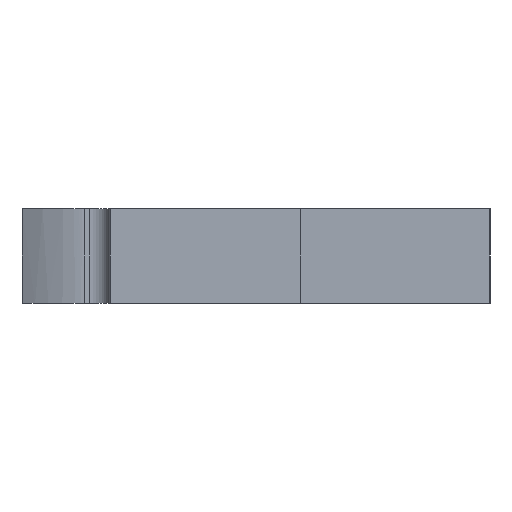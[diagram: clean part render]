
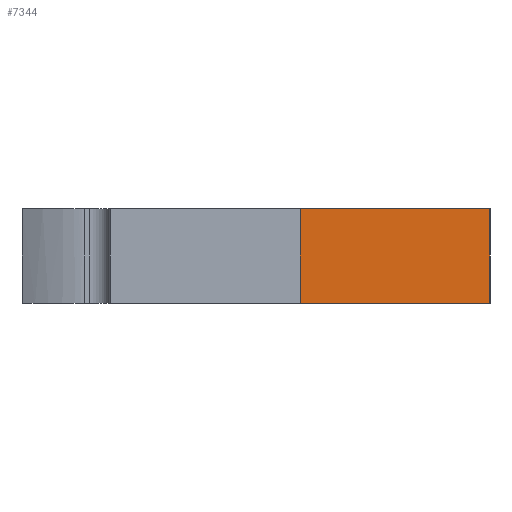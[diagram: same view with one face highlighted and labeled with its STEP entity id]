
A CAD part, left-side view. The second image highlights one B-rep face of the part: STEP entity #7344.
In plain terms, the highlighted planar face has unit normal (-1, 0, 0).
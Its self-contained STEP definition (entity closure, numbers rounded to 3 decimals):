
#881=FACE_OUTER_BOUND('',#1263,.T.);
#1263=EDGE_LOOP('',(#5062,#5063,#5064,#5065));
#1682=LINE('',#10236,#2332);
#1738=LINE('',#10508,#2388);
#1739=LINE('',#10510,#2389);
#1740=LINE('',#10511,#2390);
#2332=VECTOR('',#8329,10.);
#2388=VECTOR('',#8635,10.);
#2389=VECTOR('',#8636,10.);
#2390=VECTOR('',#8637,10.);
#2982=VERTEX_POINT('',#10234);
#2983=VERTEX_POINT('',#10235);
#3074=VERTEX_POINT('',#10507);
#3075=VERTEX_POINT('',#10509);
#3742=EDGE_CURVE('',#2982,#2983,#1682,.T.);
#3878=EDGE_CURVE('',#2982,#3074,#1738,.T.);
#3879=EDGE_CURVE('',#3075,#2983,#1739,.T.);
#3880=EDGE_CURVE('',#3074,#3075,#1740,.T.);
#5062=ORIENTED_EDGE('',*,*,#3878,.F.);
#5063=ORIENTED_EDGE('',*,*,#3742,.T.);
#5064=ORIENTED_EDGE('',*,*,#3879,.F.);
#5065=ORIENTED_EDGE('',*,*,#3880,.F.);
#7167=PLANE('',#7821);
#7344=ADVANCED_FACE('',(#881),#7167,.T.);
#7821=AXIS2_PLACEMENT_3D('',#10506,#8633,#8634);
#8329=DIRECTION('',(0.,0.,-1.));
#8633=DIRECTION('center_axis',(-1.,0.,0.));
#8634=DIRECTION('ref_axis',(0.,1.,0.));
#8635=DIRECTION('',(0.,-1.,0.));
#8636=DIRECTION('',(0.,1.,0.));
#8637=DIRECTION('',(0.,0.,-1.));
#10234=CARTESIAN_POINT('',(-2.519,7.359,5.));
#10235=CARTESIAN_POINT('',(-2.519,7.359,0.));
#10236=CARTESIAN_POINT('',(-2.519,7.359,5.));
#10506=CARTESIAN_POINT('Origin',(-2.519,-2.641,5.));
#10507=CARTESIAN_POINT('',(-2.519,-2.641,5.));
#10508=CARTESIAN_POINT('',(-2.519,7.359,5.));
#10509=CARTESIAN_POINT('',(-2.519,-2.641,0.));
#10510=CARTESIAN_POINT('',(-2.519,7.359,0.));
#10511=CARTESIAN_POINT('',(-2.519,-2.641,5.));
